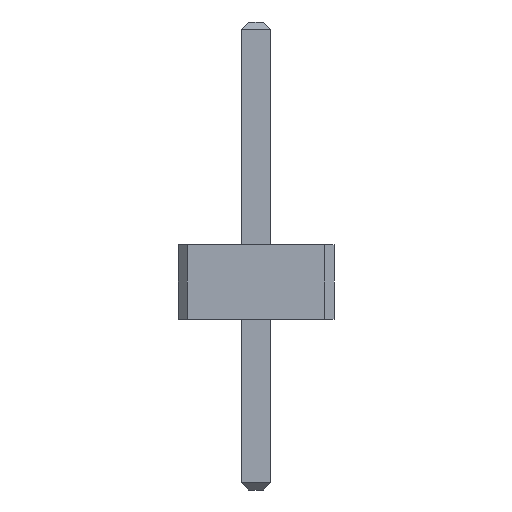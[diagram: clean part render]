
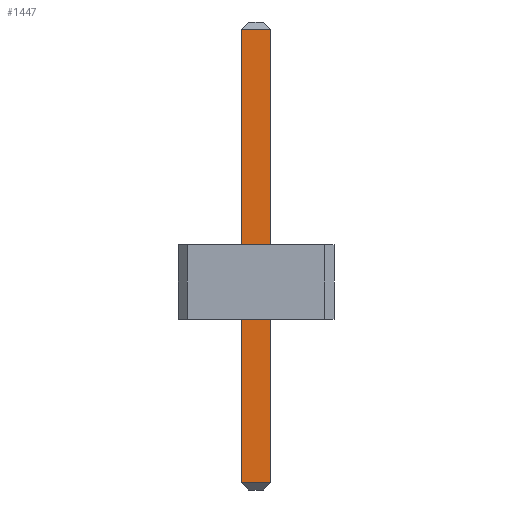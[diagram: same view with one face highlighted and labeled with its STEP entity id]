
A CAD part, front view. The second image highlights one B-rep face of the part: STEP entity #1447.
In plain terms, the highlighted planar face has unit normal (0, -1, 0).
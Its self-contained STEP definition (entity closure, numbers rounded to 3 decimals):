
#13=DIRECTION('',(0.,0.,1.));
#27=VECTOR('',#13,1.);
#67=DIRECTION('',(1.,0.,0.));
#668=VECTOR('',#67,1.);
#679=DIRECTION('',(0.,1.,0.));
#1424=EDGE_CURVE('',#1425,#1427,#1429,.T.);
#1425=VERTEX_POINT('',#1426);
#1426=CARTESIAN_POINT('',(-0.2,-12.9,-2.2));
#1427=VERTEX_POINT('',#1428);
#1428=CARTESIAN_POINT('',(-0.2,-12.9,3.9));
#1429=LINE('',#1430,#27);
#1430=CARTESIAN_POINT('',(-0.2,-12.9,-2.3));
#1447=ADVANCED_FACE('',(#1448),#1465,.F.);
#1448=FACE_BOUND('',#1449,.F.);
#1449=EDGE_LOOP('',(#1450,#1458,#1461,#1462));
#1450=ORIENTED_EDGE('',*,*,#1451,.F.);
#1451=EDGE_CURVE('',#1452,#1454,#1456,.T.);
#1452=VERTEX_POINT('',#1453);
#1453=CARTESIAN_POINT('',(0.2,-12.9,-2.2));
#1454=VERTEX_POINT('',#1455);
#1455=CARTESIAN_POINT('',(0.2,-12.9,3.9));
#1456=LINE('',#1457,#27);
#1457=CARTESIAN_POINT('',(0.2,-12.9,-2.3));
#1458=ORIENTED_EDGE('',*,*,#1459,.F.);
#1459=EDGE_CURVE('',#1425,#1452,#1460,.T.);
#1460=LINE('',#1426,#668);
#1461=ORIENTED_EDGE('',*,*,#1424,.T.);
#1462=ORIENTED_EDGE('',*,*,#1463,.T.);
#1463=EDGE_CURVE('',#1427,#1454,#1464,.T.);
#1464=LINE('',#1428,#668);
#1465=PLANE('',#1466);
#1466=AXIS2_PLACEMENT_3D('',#1430,#679,#13);
